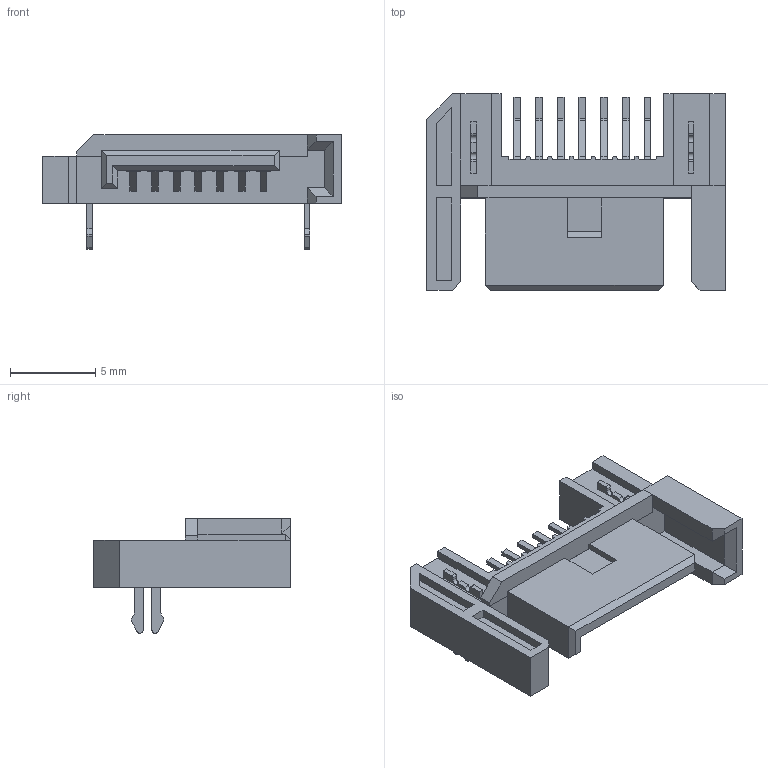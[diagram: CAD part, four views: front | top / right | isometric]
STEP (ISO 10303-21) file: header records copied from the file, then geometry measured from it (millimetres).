
FILE_DESCRIPTION((''),'2;1');
FILE_NAME('3M_5607-4200-SH.stp','2011-02-14T13:48:56',(''),(''),'Mechanical Desktop 2011','Mechanical Desktop 2011',', , ');
FILE_SCHEMA(('AUTOMOTIVE_DESIGN { 1 2 10303 214 1 1 1 1 }'));
Length unit declared in the file: millimetre
Products named in the file (1): Product
Bounding box: 17.47 x 11.5 x 6.7 mm (x, y, z)
Volume: 312 mm3; surface area: 857.7 mm2
Topology: 19 solids, 19 shells, 347 faces, 911 edges, 604 vertices
Faces by surface type: plane 276, cylinder 50, bspline 21
Entity records: 10614 total; most frequent: CARTESIAN_POINT 1926, ORIENTED_EDGE 1822, DIRECTION 1665, EDGE_CURVE 911, VECTOR 811, LINE 811, VERTEX_POINT 604, AXIS2_PLACEMENT_3D 427
